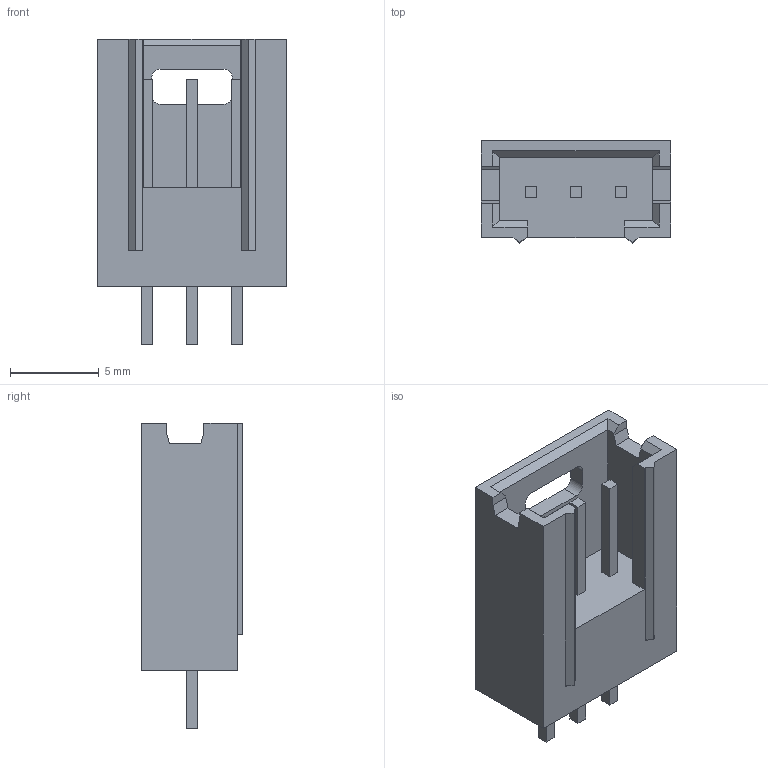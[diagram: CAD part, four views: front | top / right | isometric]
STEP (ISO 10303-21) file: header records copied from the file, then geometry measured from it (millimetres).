
FILE_DESCRIPTION(('STEP AP242'),'1');
FILE_NAME('5-103414-1.stp','2021-05-23T23:48:57',('TraceParts'),('TraceParts S.A.'),'Spatial InterOp 3D',' ',' ');
FILE_SCHEMA(('AP242_MANAGED_MODEL_BASED_3D_ENGINEERING_MIM_LF {1 0 10303 442 1 1 4}'));
Length unit declared in the file: millimetre
Products named in the file (1): 5-103414-1
Bounding box: 10.67 x 5.75 x 17.25 mm (x, y, z)
Volume: 509.5 mm3; surface area: 756.4 mm2
Topology: 1 solids, 1 shells, 77 faces, 203 edges, 134 vertices
Faces by surface type: plane 73, cylinder 4
Entity records: 2352 total; most frequent: CARTESIAN_POINT 415, ORIENTED_EDGE 406, DIRECTION 367, EDGE_CURVE 203, LINE 195, VECTOR 195, VERTEX_POINT 134, AXIS2_PLACEMENT_3D 86
